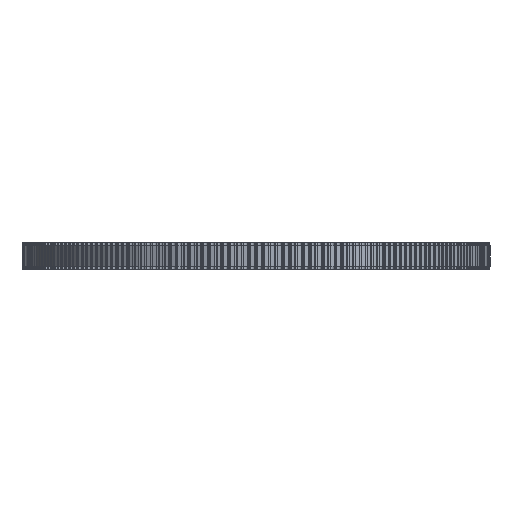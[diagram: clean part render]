
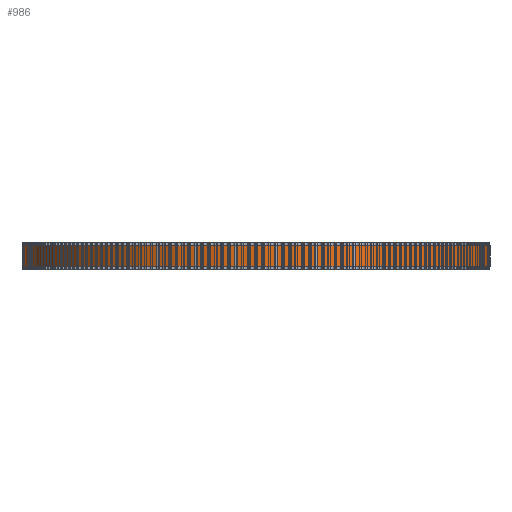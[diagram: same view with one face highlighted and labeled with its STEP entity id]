
A CAD part, front view. The second image highlights one B-rep face of the part: STEP entity #986.
In plain terms, the highlighted cylindrical face has radius 68.755 mm (diameter 137.51 mm), a full revolution.
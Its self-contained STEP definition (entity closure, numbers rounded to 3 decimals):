
#97=FACE_BOUND('',#3584,.T.);
#98=FACE_BOUND('',#3585,.T.);
#986=ADVANCED_FACE('',(#97,#98),#1851,.T.);
#1851=CYLINDRICAL_SURFACE('',#19151,68.755);
#3584=EDGE_LOOP('',(#10498));
#3585=EDGE_LOOP('',(#10499));
#10498=ORIENTED_EDGE('',*,*,#14822,.T.);
#10499=ORIENTED_EDGE('',*,*,#14823,.T.);
#12228=VERTEX_POINT('',#30400);
#12229=VERTEX_POINT('',#30402);
#14822=EDGE_CURVE('',#12228,#12228,#16552,.T.);
#14823=EDGE_CURVE('',#12229,#12229,#16553,.T.);
#16552=CIRCLE('',#19149,68.755);
#16553=CIRCLE('',#19150,68.755);
#19149=AXIS2_PLACEMENT_3D('',#30399,#25206,#25207);
#19150=AXIS2_PLACEMENT_3D('',#30401,#25208,#25209);
#19151=AXIS2_PLACEMENT_3D('',#30403,#25210,#25211);
#25206=DIRECTION('',(0.,0.,1.));
#25207=DIRECTION('',(1.,0.,0.));
#25208=DIRECTION('',(0.,0.,-1.));
#25209=DIRECTION('',(1.,0.,0.));
#25210=DIRECTION('',(0.,0.,1.));
#25211=DIRECTION('',(1.,0.,0.));
#30399=CARTESIAN_POINT('',(0.,0.,1.));
#30400=CARTESIAN_POINT('',(68.755,0.,1.));
#30401=CARTESIAN_POINT('',(0.,0.,7.));
#30402=CARTESIAN_POINT('',(68.755,0.,7.));
#30403=CARTESIAN_POINT('',(0.,0.,1.));
